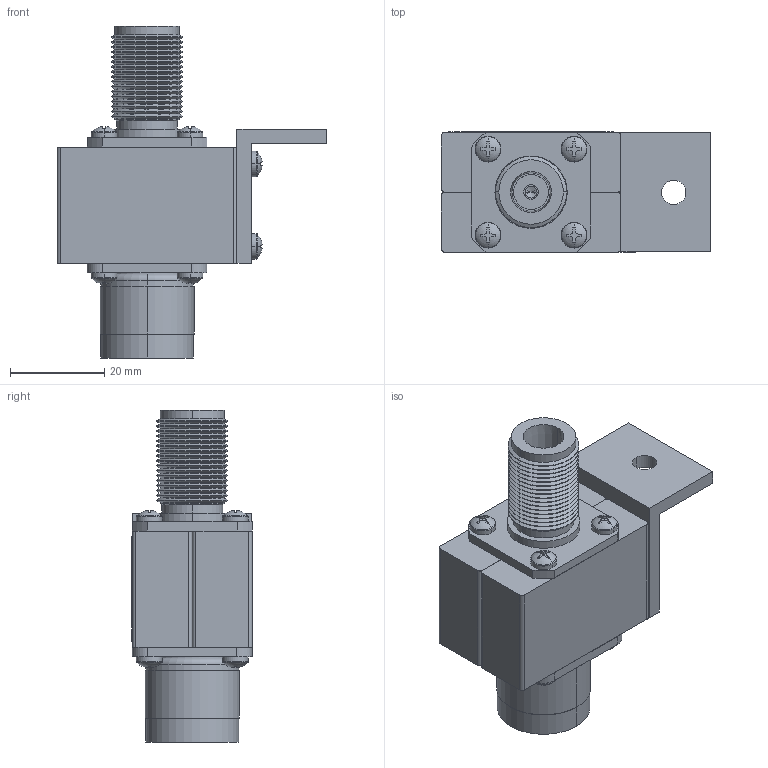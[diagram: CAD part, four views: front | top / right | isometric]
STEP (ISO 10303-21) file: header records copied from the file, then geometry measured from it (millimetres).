
FILE_DESCRIPTION (( 'STEP AP214' ), '1' );
FILE_NAME ('IS-NEMP-C2-MA.STEP', '2019-07-30T21:37:44', ( '' ), ( '' ), 'SwSTEP 2.0', 'SolidWorks 2019', '' );
FILE_SCHEMA (( 'AUTOMOTIVE_DESIGN' ));
Length unit declared in the file: inch
Products named in the file (8): 7020-0534; 5210-0018; 5330-001; 2012-6100; IS-NEMP-C2-MA; 2011-6101-02; 5100-0002; 1081-0251-05
Assembly tree (18 placements, depth 2):
  IS-NEMP-C2-MA
    5330-001
    1081-0251-05  x12
    2011-6101-02
    2012-6100
    5100-0002
    5210-0018
    7020-0534
Bounding box: 57.15 x 25.53 x 70.36 mm (x, y, z)
Volume: 31432.5 mm3; surface area: 22109.4 mm2
Topology: 18 solids, 18 shells, 2995 faces, 7283 edges, 4466 vertices
Faces by surface type: plane 1107, cone 700, cylinder 652, bspline 480, torus 54, sphere 2
Entity records: 96755 total; most frequent: CARTESIAN_POINT 37594, ORIENTED_EDGE 9462, DIRECTION 7086, EDGE_CURVE 4731, LINE 3072, VECTOR 3072, VERTEX_POINT 3069, EDGE_LOOP 2020
